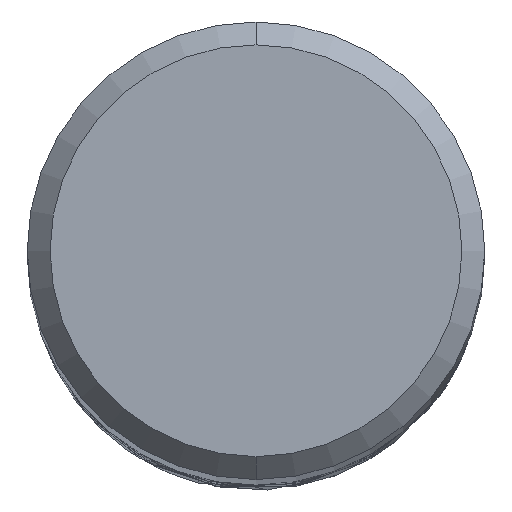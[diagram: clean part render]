
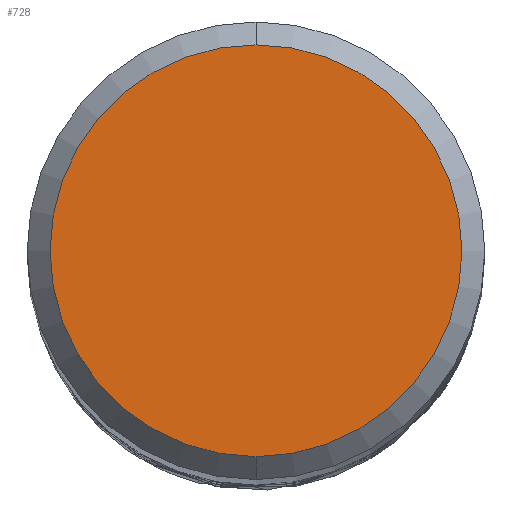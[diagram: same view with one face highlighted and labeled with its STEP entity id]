
A CAD part, top view. The second image highlights one B-rep face of the part: STEP entity #728.
In plain terms, the highlighted planar face has unit normal (0, 0, 1).
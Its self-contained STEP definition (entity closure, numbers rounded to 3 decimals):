
#372=VERTEX_POINT('',#1028);
#508=VERTEX_POINT('',#1176);
#672=EDGE_CURVE('',#508,#372,#1364,.T.);
#728=ADVANCED_FACE('',(#1426),#1427,.T.);
#928=EDGE_CURVE('',#372,#508,#1639,.T.);
#1028=CARTESIAN_POINT('',(0.,-3.6,0.0));
#1176=CARTESIAN_POINT('',(0.0,3.6,0.0));
#1364=CIRCLE('',#8205,3.6);
#1426=FACE_OUTER_BOUND('',#8414,.T.);
#1427=PLANE('',#8415);
#1639=CIRCLE('',#9791,3.6);
#8205=AXIS2_PLACEMENT_3D('',#10484,#10485,#10486);
#8414=EDGE_LOOP('',(#10557,#10558));
#8415=AXIS2_PLACEMENT_3D('',#10559,#10560,#10561);
#9791=AXIS2_PLACEMENT_3D('',#10712,#10713,#10714);
#10484=CARTESIAN_POINT('',(0.0,0.0,0.0));
#10485=DIRECTION('',(0.0,0.0,-1.0));
#10486=DIRECTION('',(0.0,1.0,0.0));
#10557=ORIENTED_EDGE('',*,*,#672,.F.);
#10558=ORIENTED_EDGE('',*,*,#928,.F.);
#10559=CARTESIAN_POINT('',(0.0,1.8,0.0));
#10560=DIRECTION('',(-0.0,0.0,1.0));
#10561=DIRECTION('',(0.0,-1.0,0.0));
#10712=CARTESIAN_POINT('',(0.0,0.0,0.0));
#10713=DIRECTION('',(0.0,0.0,-1.0));
#10714=DIRECTION('',(0.0,1.0,0.0));
